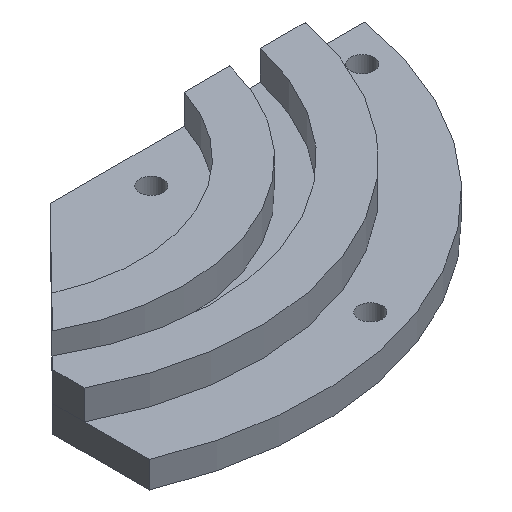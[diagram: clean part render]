
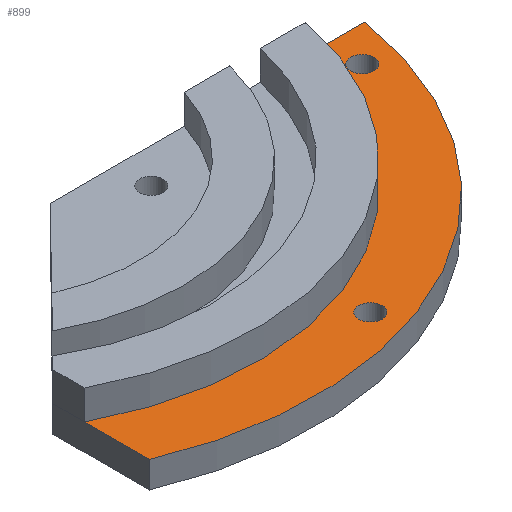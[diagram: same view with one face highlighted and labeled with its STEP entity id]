
A CAD part, isometric view. The second image highlights one B-rep face of the part: STEP entity #899.
In plain terms, the highlighted planar face has unit normal (0, 0, 1).
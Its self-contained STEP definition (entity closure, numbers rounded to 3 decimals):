
#32 = PLANE('',#33);
#33 = AXIS2_PLACEMENT_3D('',#34,#35,#36);
#34 = CARTESIAN_POINT('',(11.642,-18.,0.));
#35 = DIRECTION('',(0.,1.,0.));
#36 = DIRECTION('',(1.,0.,0.));
#141 = VERTEX_POINT('',#142);
#142 = CARTESIAN_POINT('',(98.367,-18.,9.));
#168 = EDGE_CURVE('',#141,#169,#171,.T.);
#169 = VERTEX_POINT('',#170);
#170 = CARTESIAN_POINT('',(118.642,-18.,9.));
#171 = SURFACE_CURVE('',#172,(#176,#183),.PCURVE_S1.);
#172 = LINE('',#173,#174);
#173 = CARTESIAN_POINT('',(11.642,-18.,9.));
#174 = VECTOR('',#175,1.);
#175 = DIRECTION('',(1.,0.,0.));
#176 = PCURVE('',#32,#177);
#177 = DEFINITIONAL_REPRESENTATION('',(#178),#182);
#178 = LINE('',#179,#180);
#179 = CARTESIAN_POINT('',(0.,-9.));
#180 = VECTOR('',#181,1.);
#181 = DIRECTION('',(1.,0.));
#182 = ( GEOMETRIC_REPRESENTATION_CONTEXT(2) 
PARAMETRIC_REPRESENTATION_CONTEXT() REPRESENTATION_CONTEXT('2D SPACE',''
  ) );
#183 = PCURVE('',#184,#189);
#184 = PLANE('',#185);
#185 = AXIS2_PLACEMENT_3D('',#186,#187,#188);
#186 = CARTESIAN_POINT('',(33.098,-63.745,9.));
#187 = DIRECTION('',(-0.,-0.,-1.));
#188 = DIRECTION('',(-1.,0.,0.));
#189 = DEFINITIONAL_REPRESENTATION('',(#190),#194);
#190 = LINE('',#191,#192);
#191 = CARTESIAN_POINT('',(21.456,45.745));
#192 = VECTOR('',#193,1.);
#193 = DIRECTION('',(-1.,0.));
#194 = ( GEOMETRIC_REPRESENTATION_CONTEXT(2) 
PARAMETRIC_REPRESENTATION_CONTEXT() REPRESENTATION_CONTEXT('2D SPACE',''
  ) );
#212 = CYLINDRICAL_SURFACE('',#213,120.);
#213 = AXIS2_PLACEMENT_3D('',#214,#215,#216);
#214 = CARTESIAN_POINT('',(0.,0.,0.));
#215 = DIRECTION('',(-0.,-0.,-1.));
#216 = DIRECTION('',(1.,0.,0.));
#271 = PLANE('',#272);
#272 = AXIS2_PLACEMENT_3D('',#273,#274,#275);
#273 = CARTESIAN_POINT('',(-47.,-110.413,0.));
#274 = DIRECTION('',(-1.,0.,0.));
#275 = DIRECTION('',(0.,1.,0.));
#411 = VERTEX_POINT('',#412);
#412 = CARTESIAN_POINT('',(-47.,-110.413,9.));
#433 = EDGE_CURVE('',#411,#169,#434,.T.);
#434 = SURFACE_CURVE('',#435,(#440,#447),.PCURVE_S1.);
#435 = CIRCLE('',#436,120.);
#436 = AXIS2_PLACEMENT_3D('',#437,#438,#439);
#437 = CARTESIAN_POINT('',(0.,0.,9.));
#438 = DIRECTION('',(0.,0.,1.));
#439 = DIRECTION('',(1.,0.,0.));
#440 = PCURVE('',#212,#441);
#441 = DEFINITIONAL_REPRESENTATION('',(#442),#446);
#442 = LINE('',#443,#444);
#443 = CARTESIAN_POINT('',(-0.,-9.));
#444 = VECTOR('',#445,1.);
#445 = DIRECTION('',(-1.,0.));
#446 = ( GEOMETRIC_REPRESENTATION_CONTEXT(2) 
PARAMETRIC_REPRESENTATION_CONTEXT() REPRESENTATION_CONTEXT('2D SPACE',''
  ) );
#447 = PCURVE('',#184,#448);
#448 = DEFINITIONAL_REPRESENTATION('',(#449),#457);
#449 = ( BOUNDED_CURVE() B_SPLINE_CURVE(2,(#450,#451,#452,#453,#454,#455
,#456),.UNSPECIFIED.,.T.,.F.) B_SPLINE_CURVE_WITH_KNOTS((1,2,2,2,2,1),(
    -2.094,0.,2.094,4.189,6.283,
8.378),.UNSPECIFIED.) CURVE() GEOMETRIC_REPRESENTATION_ITEM() 
RATIONAL_B_SPLINE_CURVE((1.,0.5,1.,0.5,1.,0.5,1.)) REPRESENTATION_ITEM(
  '') );
#450 = CARTESIAN_POINT('',(-86.902,63.745));
#451 = CARTESIAN_POINT('',(-86.902,271.591));
#452 = CARTESIAN_POINT('',(93.098,167.668));
#453 = CARTESIAN_POINT('',(273.098,63.745));
#454 = CARTESIAN_POINT('',(93.098,-40.178));
#455 = CARTESIAN_POINT('',(-86.902,-144.101));
#456 = CARTESIAN_POINT('',(-86.902,63.745));
#457 = ( GEOMETRIC_REPRESENTATION_CONTEXT(2) 
PARAMETRIC_REPRESENTATION_CONTEXT() REPRESENTATION_CONTEXT('2D SPACE',''
  ) );
#536 = CYLINDRICAL_SURFACE('',#537,4.);
#537 = AXIS2_PLACEMENT_3D('',#538,#539,#540);
#538 = CARTESIAN_POINT('',(34.,-104.614,9.));
#539 = DIRECTION('',(0.,0.,1.));
#540 = DIRECTION('',(1.,0.,-0.));
#571 = CYLINDRICAL_SURFACE('',#572,4.);
#572 = AXIS2_PLACEMENT_3D('',#573,#574,#575);
#573 = CARTESIAN_POINT('',(105.83,-30.,9.));
#574 = DIRECTION('',(0.,0.,1.));
#575 = DIRECTION('',(1.,0.,-0.));
#887 = CYLINDRICAL_SURFACE('',#888,100.);
#888 = AXIS2_PLACEMENT_3D('',#889,#890,#891);
#889 = CARTESIAN_POINT('',(0.,0.,9.));
#890 = DIRECTION('',(-0.,-0.,-1.));
#891 = DIRECTION('',(1.,0.,0.));
#899 = ADVANCED_FACE('',(#900,#953,#983),#184,.F.);
#900 = FACE_BOUND('',#901,.F.);
#901 = EDGE_LOOP('',(#902,#930,#931,#932));
#902 = ORIENTED_EDGE('',*,*,#903,.T.);
#903 = EDGE_CURVE('',#904,#141,#906,.T.);
#904 = VERTEX_POINT('',#905);
#905 = CARTESIAN_POINT('',(-47.,-88.267,9.));
#906 = SURFACE_CURVE('',#907,(#912,#923),.PCURVE_S1.);
#907 = CIRCLE('',#908,100.);
#908 = AXIS2_PLACEMENT_3D('',#909,#910,#911);
#909 = CARTESIAN_POINT('',(0.,0.,9.));
#910 = DIRECTION('',(0.,0.,1.));
#911 = DIRECTION('',(1.,0.,0.));
#912 = PCURVE('',#184,#913);
#913 = DEFINITIONAL_REPRESENTATION('',(#914),#922);
#914 = ( BOUNDED_CURVE() B_SPLINE_CURVE(2,(#915,#916,#917,#918,#919,#920
,#921),.UNSPECIFIED.,.T.,.F.) B_SPLINE_CURVE_WITH_KNOTS((1,2,2,2,2,1),(
    -2.094,0.,2.094,4.189,6.283,
8.378),.UNSPECIFIED.) CURVE() GEOMETRIC_REPRESENTATION_ITEM() 
RATIONAL_B_SPLINE_CURVE((1.,0.5,1.,0.5,1.,0.5,1.)) REPRESENTATION_ITEM(
  '') );
#915 = CARTESIAN_POINT('',(-66.902,63.745));
#916 = CARTESIAN_POINT('',(-66.902,236.95));
#917 = CARTESIAN_POINT('',(83.098,150.348));
#918 = CARTESIAN_POINT('',(233.098,63.745));
#919 = CARTESIAN_POINT('',(83.098,-22.858));
#920 = CARTESIAN_POINT('',(-66.902,-109.46));
#921 = CARTESIAN_POINT('',(-66.902,63.745));
#922 = ( GEOMETRIC_REPRESENTATION_CONTEXT(2) 
PARAMETRIC_REPRESENTATION_CONTEXT() REPRESENTATION_CONTEXT('2D SPACE',''
  ) );
#923 = PCURVE('',#887,#924);
#924 = DEFINITIONAL_REPRESENTATION('',(#925),#929);
#925 = LINE('',#926,#927);
#926 = CARTESIAN_POINT('',(-0.,0.));
#927 = VECTOR('',#928,1.);
#928 = DIRECTION('',(-1.,0.));
#929 = ( GEOMETRIC_REPRESENTATION_CONTEXT(2) 
PARAMETRIC_REPRESENTATION_CONTEXT() REPRESENTATION_CONTEXT('2D SPACE',''
  ) );
#930 = ORIENTED_EDGE('',*,*,#168,.T.);
#931 = ORIENTED_EDGE('',*,*,#433,.F.);
#932 = ORIENTED_EDGE('',*,*,#933,.T.);
#933 = EDGE_CURVE('',#411,#904,#934,.T.);
#934 = SURFACE_CURVE('',#935,(#939,#946),.PCURVE_S1.);
#935 = LINE('',#936,#937);
#936 = CARTESIAN_POINT('',(-47.,-110.413,9.));
#937 = VECTOR('',#938,1.);
#938 = DIRECTION('',(0.,1.,0.));
#939 = PCURVE('',#184,#940);
#940 = DEFINITIONAL_REPRESENTATION('',(#941),#945);
#941 = LINE('',#942,#943);
#942 = CARTESIAN_POINT('',(80.098,-46.668));
#943 = VECTOR('',#944,1.);
#944 = DIRECTION('',(0.,1.));
#945 = ( GEOMETRIC_REPRESENTATION_CONTEXT(2) 
PARAMETRIC_REPRESENTATION_CONTEXT() REPRESENTATION_CONTEXT('2D SPACE',''
  ) );
#946 = PCURVE('',#271,#947);
#947 = DEFINITIONAL_REPRESENTATION('',(#948),#952);
#948 = LINE('',#949,#950);
#949 = CARTESIAN_POINT('',(0.,-9.));
#950 = VECTOR('',#951,1.);
#951 = DIRECTION('',(1.,0.));
#952 = ( GEOMETRIC_REPRESENTATION_CONTEXT(2) 
PARAMETRIC_REPRESENTATION_CONTEXT() REPRESENTATION_CONTEXT('2D SPACE',''
  ) );
#953 = FACE_BOUND('',#954,.F.);
#954 = EDGE_LOOP('',(#955));
#955 = ORIENTED_EDGE('',*,*,#956,.T.);
#956 = EDGE_CURVE('',#957,#957,#959,.T.);
#957 = VERTEX_POINT('',#958);
#958 = CARTESIAN_POINT('',(38.,-104.614,9.));
#959 = SURFACE_CURVE('',#960,(#965,#976),.PCURVE_S1.);
#960 = CIRCLE('',#961,4.);
#961 = AXIS2_PLACEMENT_3D('',#962,#963,#964);
#962 = CARTESIAN_POINT('',(34.,-104.614,9.));
#963 = DIRECTION('',(0.,0.,1.));
#964 = DIRECTION('',(1.,0.,0.));
#965 = PCURVE('',#184,#966);
#966 = DEFINITIONAL_REPRESENTATION('',(#967),#975);
#967 = ( BOUNDED_CURVE() B_SPLINE_CURVE(2,(#968,#969,#970,#971,#972,#973
,#974),.UNSPECIFIED.,.T.,.F.) B_SPLINE_CURVE_WITH_KNOTS((1,2,2,2,2,1),(
    -2.094,0.,2.094,4.189,6.283,
8.378),.UNSPECIFIED.) CURVE() GEOMETRIC_REPRESENTATION_ITEM() 
RATIONAL_B_SPLINE_CURVE((1.,0.5,1.,0.5,1.,0.5,1.)) REPRESENTATION_ITEM(
  '') );
#968 = CARTESIAN_POINT('',(-4.902,-40.869));
#969 = CARTESIAN_POINT('',(-4.902,-33.94));
#970 = CARTESIAN_POINT('',(1.098,-37.404));
#971 = CARTESIAN_POINT('',(7.098,-40.869));
#972 = CARTESIAN_POINT('',(1.098,-44.333));
#973 = CARTESIAN_POINT('',(-4.902,-47.797));
#974 = CARTESIAN_POINT('',(-4.902,-40.869));
#975 = ( GEOMETRIC_REPRESENTATION_CONTEXT(2) 
PARAMETRIC_REPRESENTATION_CONTEXT() REPRESENTATION_CONTEXT('2D SPACE',''
  ) );
#976 = PCURVE('',#536,#977);
#977 = DEFINITIONAL_REPRESENTATION('',(#978),#982);
#978 = LINE('',#979,#980);
#979 = CARTESIAN_POINT('',(0.,0.));
#980 = VECTOR('',#981,1.);
#981 = DIRECTION('',(1.,0.));
#982 = ( GEOMETRIC_REPRESENTATION_CONTEXT(2) 
PARAMETRIC_REPRESENTATION_CONTEXT() REPRESENTATION_CONTEXT('2D SPACE',''
  ) );
#983 = FACE_BOUND('',#984,.F.);
#984 = EDGE_LOOP('',(#985));
#985 = ORIENTED_EDGE('',*,*,#986,.T.);
#986 = EDGE_CURVE('',#987,#987,#989,.T.);
#987 = VERTEX_POINT('',#988);
#988 = CARTESIAN_POINT('',(109.83,-30.,9.));
#989 = SURFACE_CURVE('',#990,(#995,#1006),.PCURVE_S1.);
#990 = CIRCLE('',#991,4.);
#991 = AXIS2_PLACEMENT_3D('',#992,#993,#994);
#992 = CARTESIAN_POINT('',(105.83,-30.,9.));
#993 = DIRECTION('',(0.,0.,1.));
#994 = DIRECTION('',(1.,0.,0.));
#995 = PCURVE('',#184,#996);
#996 = DEFINITIONAL_REPRESENTATION('',(#997),#1005);
#997 = ( BOUNDED_CURVE() B_SPLINE_CURVE(2,(#998,#999,#1000,#1001,#1002,
#1003,#1004),.UNSPECIFIED.,.T.,.F.) B_SPLINE_CURVE_WITH_KNOTS((1,2,2,2,2
    ,1),(-2.094,0.,2.094,4.189,6.283,
8.378),.UNSPECIFIED.) CURVE() GEOMETRIC_REPRESENTATION_ITEM() 
RATIONAL_B_SPLINE_CURVE((1.,0.5,1.,0.5,1.,0.5,1.)) REPRESENTATION_ITEM(
  '') );
#998 = CARTESIAN_POINT('',(-76.732,33.745));
#999 = CARTESIAN_POINT('',(-76.732,40.673));
#1000 = CARTESIAN_POINT('',(-70.732,37.209));
#1001 = CARTESIAN_POINT('',(-64.732,33.745));
#1002 = CARTESIAN_POINT('',(-70.732,30.281));
#1003 = CARTESIAN_POINT('',(-76.732,26.817));
#1004 = CARTESIAN_POINT('',(-76.732,33.745));
#1005 = ( GEOMETRIC_REPRESENTATION_CONTEXT(2) 
PARAMETRIC_REPRESENTATION_CONTEXT() REPRESENTATION_CONTEXT('2D SPACE',''
  ) );
#1006 = PCURVE('',#571,#1007);
#1007 = DEFINITIONAL_REPRESENTATION('',(#1008),#1012);
#1008 = LINE('',#1009,#1010);
#1009 = CARTESIAN_POINT('',(0.,0.));
#1010 = VECTOR('',#1011,1.);
#1011 = DIRECTION('',(1.,0.));
#1012 = ( GEOMETRIC_REPRESENTATION_CONTEXT(2) 
PARAMETRIC_REPRESENTATION_CONTEXT() REPRESENTATION_CONTEXT('2D SPACE',''
  ) );
